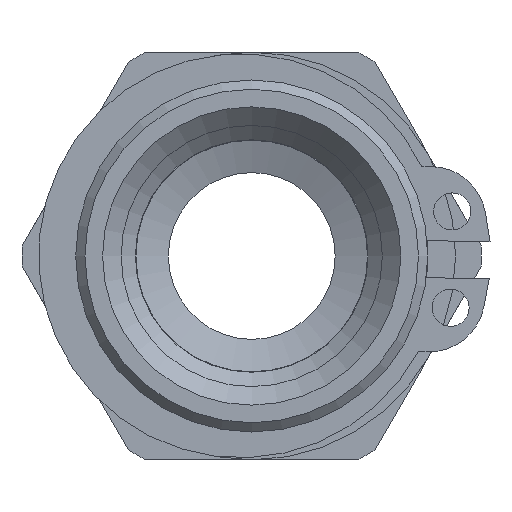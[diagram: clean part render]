
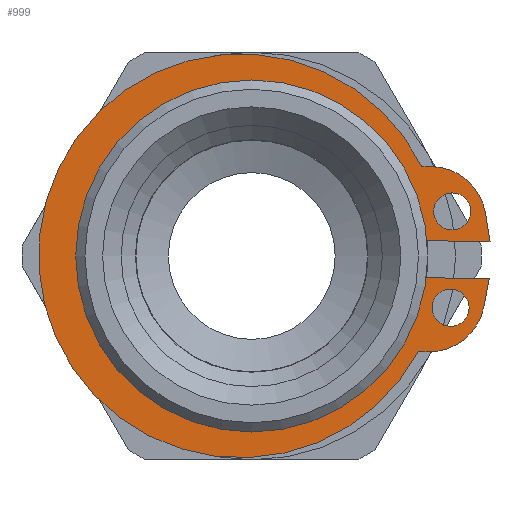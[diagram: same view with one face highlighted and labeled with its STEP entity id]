
A CAD part, left-side view. The second image highlights one B-rep face of the part: STEP entity #999.
In plain terms, the highlighted planar face has unit normal (-1, 0, 0).
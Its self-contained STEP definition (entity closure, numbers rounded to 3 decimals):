
#85=FACE_BOUND('',#209,.T.);
#86=FACE_BOUND('',#210,.T.);
#96=PLANE('',#1089);
#147=FACE_OUTER_BOUND('',#208,.T.);
#208=EDGE_LOOP('',(#717,#718,#719,#720,#721,#722,#723,#724,#725,#726));
#209=EDGE_LOOP('',(#727));
#210=EDGE_LOOP('',(#728));
#276=LINE('',#1544,#342);
#279=LINE('',#1550,#345);
#280=LINE('',#1552,#346);
#281=LINE('',#1556,#347);
#282=LINE('',#1558,#348);
#283=LINE('',#1562,#349);
#342=VECTOR('',#1231,10.);
#345=VECTOR('',#1236,10.);
#346=VECTOR('',#1237,10.);
#347=VECTOR('',#1240,10.);
#348=VECTOR('',#1241,10.);
#349=VECTOR('',#1244,10.);
#410=CIRCLE('',#1087,3.);
#411=CIRCLE('',#1090,9.);
#412=CIRCLE('',#1091,3.);
#413=CIRCLE('',#1092,10.9);
#414=CIRCLE('',#1093,1.);
#415=CIRCLE('',#1094,1.);
#475=VERTEX_POINT('',#1537);
#476=VERTEX_POINT('',#1539);
#477=VERTEX_POINT('',#1543);
#479=VERTEX_POINT('',#1549);
#480=VERTEX_POINT('',#1551);
#481=VERTEX_POINT('',#1553);
#482=VERTEX_POINT('',#1555);
#483=VERTEX_POINT('',#1557);
#484=VERTEX_POINT('',#1559);
#485=VERTEX_POINT('',#1561);
#486=VERTEX_POINT('',#1564);
#487=VERTEX_POINT('',#1566);
#565=EDGE_CURVE('',#475,#476,#410,.T.);
#567=EDGE_CURVE('',#476,#477,#276,.T.);
#570=EDGE_CURVE('',#479,#475,#279,.T.);
#571=EDGE_CURVE('',#480,#479,#280,.T.);
#572=EDGE_CURVE('',#481,#480,#411,.T.);
#573=EDGE_CURVE('',#482,#481,#281,.T.);
#574=EDGE_CURVE('',#483,#482,#282,.T.);
#575=EDGE_CURVE('',#484,#483,#412,.T.);
#576=EDGE_CURVE('',#485,#484,#283,.T.);
#577=EDGE_CURVE('',#477,#485,#413,.T.);
#578=EDGE_CURVE('',#486,#486,#414,.T.);
#579=EDGE_CURVE('',#487,#487,#415,.T.);
#717=ORIENTED_EDGE('',*,*,#565,.F.);
#718=ORIENTED_EDGE('',*,*,#570,.F.);
#719=ORIENTED_EDGE('',*,*,#571,.F.);
#720=ORIENTED_EDGE('',*,*,#572,.F.);
#721=ORIENTED_EDGE('',*,*,#573,.F.);
#722=ORIENTED_EDGE('',*,*,#574,.F.);
#723=ORIENTED_EDGE('',*,*,#575,.F.);
#724=ORIENTED_EDGE('',*,*,#576,.F.);
#725=ORIENTED_EDGE('',*,*,#577,.F.);
#726=ORIENTED_EDGE('',*,*,#567,.F.);
#727=ORIENTED_EDGE('',*,*,#578,.T.);
#728=ORIENTED_EDGE('',*,*,#579,.T.);
#999=ADVANCED_FACE('',(#147,#85,#86),#96,.F.);
#1087=AXIS2_PLACEMENT_3D('',#1540,#1226,#1227);
#1089=AXIS2_PLACEMENT_3D('',#1548,#1234,#1235);
#1090=AXIS2_PLACEMENT_3D('',#1554,#1238,#1239);
#1091=AXIS2_PLACEMENT_3D('',#1560,#1242,#1243);
#1092=AXIS2_PLACEMENT_3D('',#1563,#1245,#1246);
#1093=AXIS2_PLACEMENT_3D('',#1565,#1247,#1248);
#1094=AXIS2_PLACEMENT_3D('',#1567,#1249,#1250);
#1226=DIRECTION('center_axis',(1.,0.,0.));
#1227=DIRECTION('ref_axis',(0.,-0.629,-0.777));
#1231=DIRECTION('',(0.,1.,0.018));
#1234=DIRECTION('center_axis',(1.,0.,0.));
#1235=DIRECTION('ref_axis',(0.,0.018,-1.));
#1236=DIRECTION('',(0.,0.191,-0.982));
#1237=DIRECTION('',(0.,-1.,-0.018));
#1238=DIRECTION('center_axis',(-1.,0.,0.));
#1239=DIRECTION('ref_axis',(0.,1.,0.));
#1240=DIRECTION('',(0.,1.,0.018));
#1241=DIRECTION('',(0.,-0.156,-0.988));
#1242=DIRECTION('center_axis',(1.,0.,0.));
#1243=DIRECTION('ref_axis',(0.,-0.656,0.754));
#1244=DIRECTION('',(0.,-1.,-0.018));
#1245=DIRECTION('center_axis',(1.,0.,0.));
#1246=DIRECTION('ref_axis',(0.,-0.88,-0.475));
#1247=DIRECTION('center_axis',(1.,0.,0.));
#1248=DIRECTION('ref_axis',(0.,0.018,-1.));
#1249=DIRECTION('center_axis',(1.,0.,0.));
#1250=DIRECTION('ref_axis',(0.,0.018,-1.));
#1537=CARTESIAN_POINT('',(5.8,-12.529,-2.746));
#1539=CARTESIAN_POINT('',(5.8,-9.53,-5.172));
#1540=CARTESIAN_POINT('Origin',(5.8,-9.584,-2.172));
#1543=CARTESIAN_POINT('',(5.8,-8.994,-5.162));
#1544=CARTESIAN_POINT('',(5.8,-12.047,-5.217));
#1548=CARTESIAN_POINT('Origin',(5.8,-1.48,-0.027));
#1549=CARTESIAN_POINT('',(5.8,-12.824,-1.23));
#1550=CARTESIAN_POINT('',(5.8,-12.824,-1.23));
#1551=CARTESIAN_POINT('',(5.8,-8.925,-1.16));
#1552=CARTESIAN_POINT('',(5.8,-8.925,-1.16));
#1553=CARTESIAN_POINT('',(5.8,-8.961,0.839));
#1554=CARTESIAN_POINT('Origin',(5.8,0.,
0.));
#1555=CARTESIAN_POINT('',(5.8,-12.86,0.769));
#1556=CARTESIAN_POINT('',(5.8,-12.86,0.769));
#1557=CARTESIAN_POINT('',(5.8,-12.619,2.295));
#1558=CARTESIAN_POINT('',(5.8,-12.227,4.781));
#1559=CARTESIAN_POINT('',(5.8,-9.71,4.827));
#1560=CARTESIAN_POINT('Origin',(5.8,-9.656,1.827));
#1561=CARTESIAN_POINT('',(5.8,-9.174,4.836));
#1562=CARTESIAN_POINT('',(5.8,-9.174,4.836));
#1563=CARTESIAN_POINT('Origin',(5.8,0.6,0.011));
#1564=CARTESIAN_POINT('',(5.8,-10.75,-1.793));
#1565=CARTESIAN_POINT('Origin',(5.8,-10.732,-2.793));
#1566=CARTESIAN_POINT('',(5.8,-10.843,3.406));
#1567=CARTESIAN_POINT('Origin',(5.8,-10.825,2.406));
